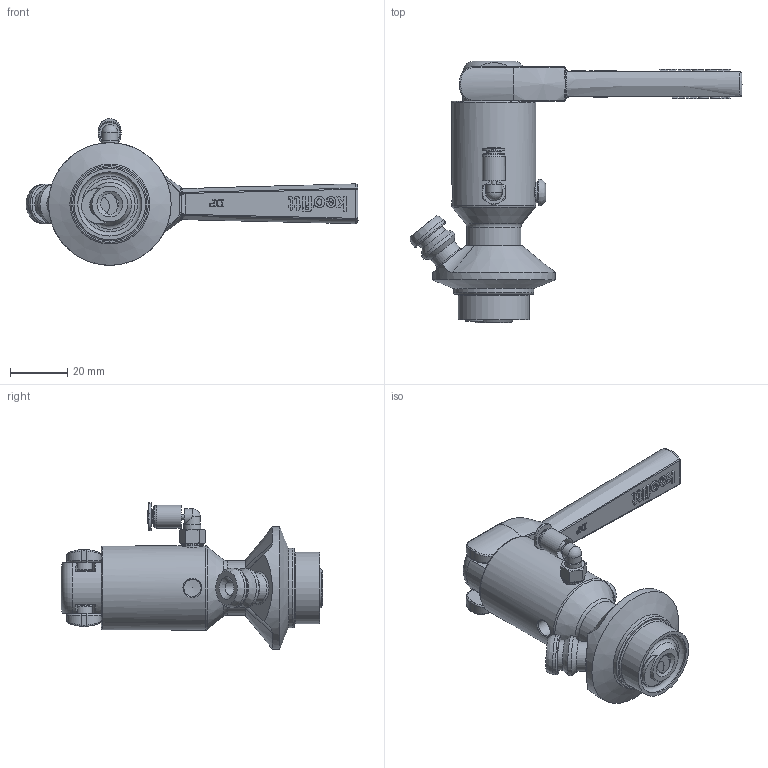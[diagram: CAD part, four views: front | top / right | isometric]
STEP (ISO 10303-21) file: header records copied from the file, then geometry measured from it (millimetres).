
FILE_DESCRIPTION(/* description */ ('This is a sample STEP configuration'),/* implementation_level */ '2;1');
FILE_NAME(/* name */ '451144PTFE.stp',/* time_stamp */ '2020-10-27T17:35:30+01:00',/* author */ ('powerJobs'),/* organization */ ('coolOrange'),/* preprocessor_version */ 'ST-DEVELOPER v18',/* originating_system */ 'Autodesk Inventor 2020',/* authorisation */ '');
FILE_SCHEMA (('AUTOMOTIVE_DESIGN { 1 0 10303 214 3 1 1 }'));
Length unit declared in the file: millimetre
Products named in the file (1): 451144PTFE
Bounding box: 116.39 x 91.7 x 51.4 mm (x, y, z)
Volume: 65161.5 mm3; surface area: 27181.7 mm2
Topology: 1 solids, 10 shells, 776 faces, 2109 edges, 1400 vertices
Faces by surface type: plane 301, bspline 213, cylinder 148, cone 57, torus 51, sphere 6
Full cylindrical faces by diameter (mm): 1.7 x3, 3 x2, 4 x1, 4.3 x2, 5 x4, 5.05 x2, 6 x3, 6.05 x1, 6.25 x1, 6.6 x2, 7.388 x1, 7.4 x2, 7.6 x1, 8 x3, 9.3 x1, 10 x1, 10.1 x1, 10.5 x2, 11.5 x1, 11.684 x12, 12 x3, 12.1 x2, 13 x1, 14 x4, 14.2 x1, 14.5 x1, 16 x5, 16.5 x2, 18.5 x1, 19 x1
Entity records: 32531 total; most frequent: CARTESIAN_POINT 13254, ORIENTED_EDGE 4196, DIRECTION 3248, EDGE_CURVE 2098, VERTEX_POINT 1401, AXIS2_PLACEMENT_3D 1188, EDGE_LOOP 873, LINE 872
